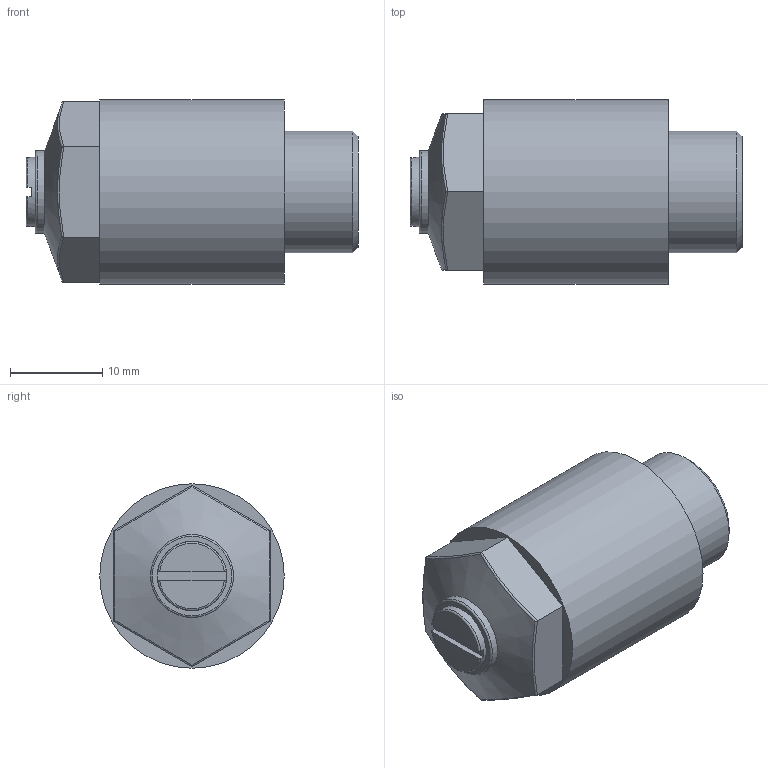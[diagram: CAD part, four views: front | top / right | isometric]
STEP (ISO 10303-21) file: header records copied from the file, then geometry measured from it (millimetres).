
FILE_DESCRIPTION(/* description */ ('Drehzahldrossel'),/* implementation_level */ '2;1');
FILE_NAME(/* name */ '9361705.stp',/* time_stamp */ '2015-03-19T10:53:15+01:00',/* author */ ('ibasyouni'),/* organization */ (''),/* preprocessor_version */ 'ST-DEVELOPER v15.2',/* originating_system */ 'Autodesk Inventor 2014',/* authorisation */ '');
FILE_SCHEMA (('AUTOMOTIVE_DESIGN { 1 0 10303 214 3 1 1 }'));
Length unit declared in the file: millimetre
Products named in the file (1): 9361705
Bounding box: 36 x 20 x 20 mm (x, y, z)
Volume: 7654.6 mm3; surface area: 3208.7 mm2
Topology: 1 solids, 1 shells, 33 faces, 71 edges, 44 vertices
Faces by surface type: plane 16, bspline 6, cylinder 5, torus 3, cone 3
Full cylindrical faces by diameter (mm): 6.5 x1, 7.5 x1, 9 x1, 13.157 x1, 20 x1
Entity records: 1090 total; most frequent: CARTESIAN_POINT 436, ORIENTED_EDGE 120, DIRECTION 112, EDGE_CURVE 60, EDGE_LOOP 46, AXIS2_PLACEMENT_3D 46, VERTEX_POINT 42, ADVANCED_FACE 33
